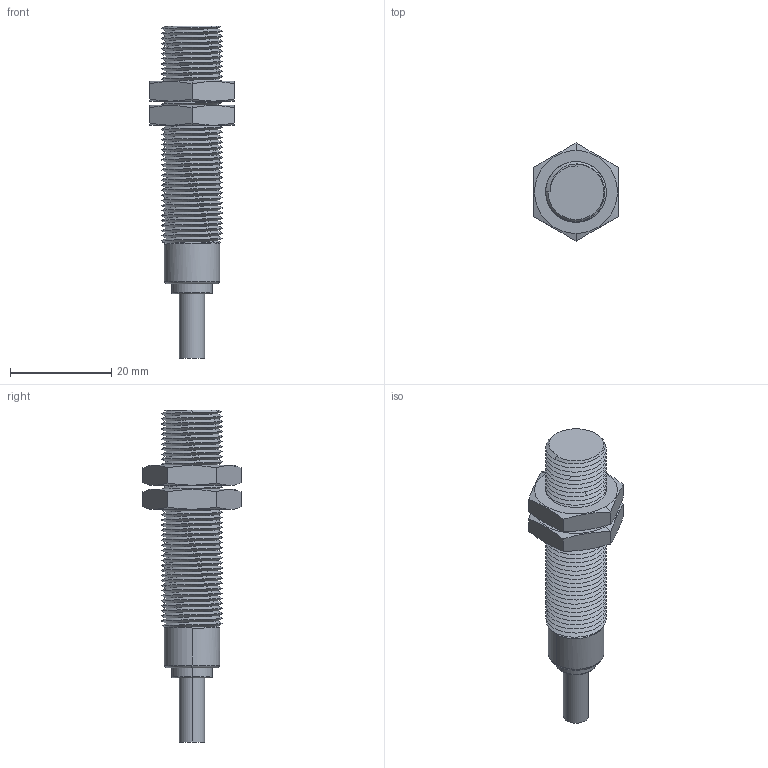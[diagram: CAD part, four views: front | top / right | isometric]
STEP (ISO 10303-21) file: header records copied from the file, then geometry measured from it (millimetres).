
FILE_DESCRIPTION((''),'2;1');
FILE_NAME('CAD_STP_LR12XBF-W_ASM','2019-05-14T',('jingbian'),(''),'CREO PARAMETRIC BY PTC INC, 2016260','CREO PARAMETRIC BY PTC INC, 2016260','');
FILE_SCHEMA(('CONFIG_CONTROL_DESIGN'));
Length unit declared in the file: millimetre
Products named in the file (4): ZHUTI_2; NUT_1; LR12XBF_ASM_1_ASM; CAD_STP_LR12XBF-W_ASM
Assembly tree (4 placements, depth 3):
  CAD_STP_LR12XBF-W_ASM
    LR12XBF_ASM_1_ASM
      ZHUTI_2
      NUT_1  x2
Bounding box: 16.8 x 19.4 x 65.7 mm (x, y, z)
Volume: 6455.3 mm3; surface area: 4959.4 mm2
Topology: 3 solids, 3 shells, 76 faces, 276 edges, 208 vertices
Faces by surface type: plane 22, bspline 22, cone 18, cylinder 10, torus 4
Entity records: 11406 total; most frequent: CARTESIAN_POINT 9612, ORIENTED_EDGE 456, DIRECTION 229, EDGE_CURVE 228, VERTEX_POINT 176, B_SPLINE_CURVE_WITH_KNOTS 136, AXIS2_PLACEMENT_3D 90, EDGE_LOOP 62
